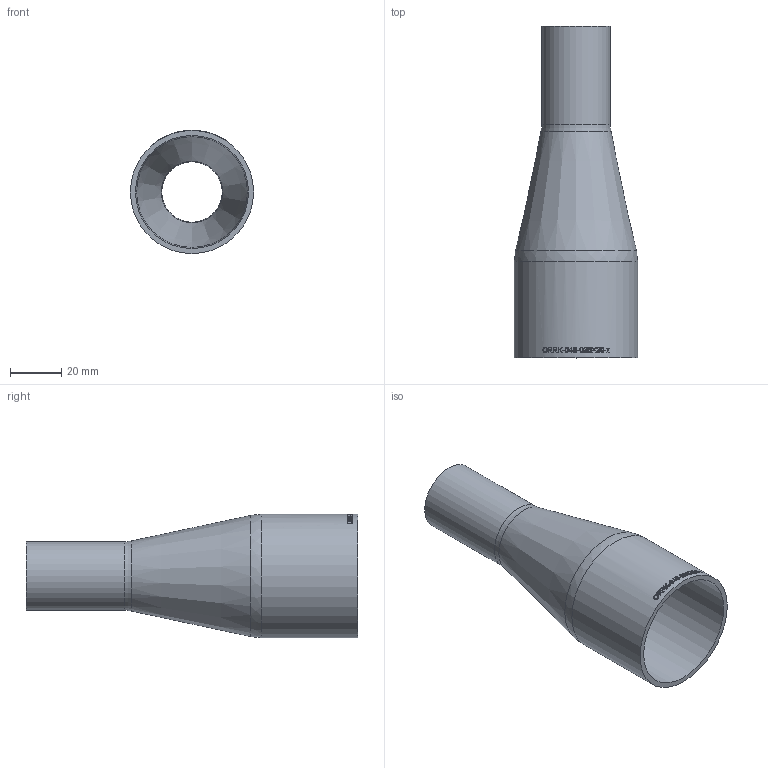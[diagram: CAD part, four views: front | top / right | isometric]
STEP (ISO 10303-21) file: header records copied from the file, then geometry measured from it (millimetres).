
FILE_DESCRIPTION (( 'STEP AP214' ), '1' );
FILE_NAME ('ORRK-048-026X20-x Reduzierung orbital ISO Koncenter 2008.STEP', '2020-08-17T10:34:07', ( '' ), ( '' ), 'SwSTEP 2.0', 'SolidWorks 2019', '' );
FILE_SCHEMA (( 'AUTOMOTIVE_DESIGN' ));
Length unit declared in the file: millimetre
Products named in the file (1): ORRK-048-026X20-x Reduzierung orbital ISO Koncenter 2008
Bounding box: 48.3 x 130 x 48.3 mm (x, y, z)
Volume: 26979.6 mm3; surface area: 29902.9 mm2
Topology: 1 solids, 1 shells, 242 faces, 631 edges, 418 vertices
Faces by surface type: bspline 140, plane 65, cylinder 31, torus 4, cone 2
Full cylindrical faces by diameter (mm): 23.7 x1, 26.9 x1, 44.3 x1, 48.3 x1
Entity records: 23550 total; most frequent: CARTESIAN_POINT 16383, ORIENTED_EDGE 1242, EDGE_CURVE 621, DIRECTION 478, B_SPLINE_CURVE_WITH_KNOTS 441, VERTEX_POINT 418, EDGE_LOOP 281, FACE_OUTER_BOUND 250
